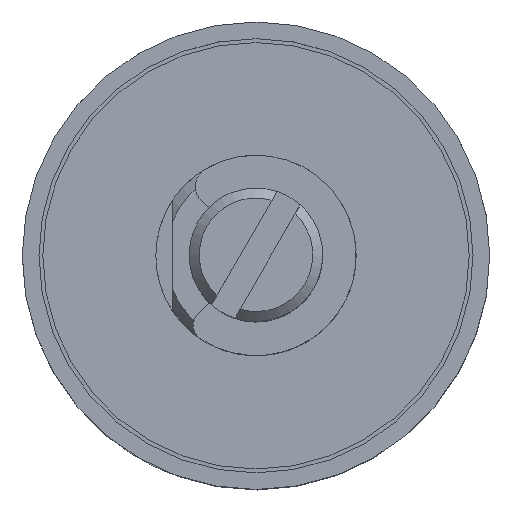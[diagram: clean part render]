
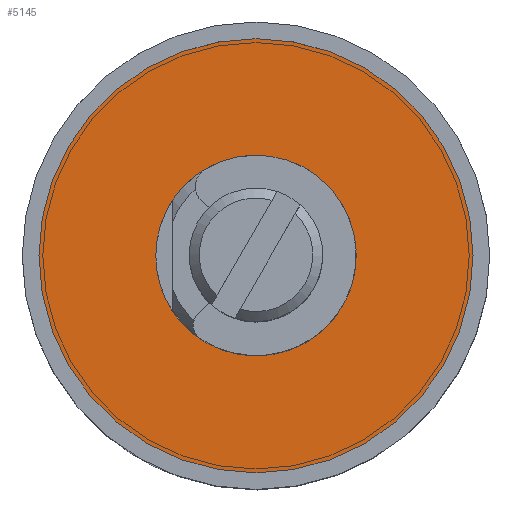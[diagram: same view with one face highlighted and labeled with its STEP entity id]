
A CAD part, top view. The second image highlights one B-rep face of the part: STEP entity #5145.
In plain terms, the highlighted planar face has unit normal (0, 0, 1).
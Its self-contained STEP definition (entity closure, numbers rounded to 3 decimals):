
#173 = DIRECTION ( 'NONE',  ( -1., 0., 0. ) ) ;
#819 = DIRECTION ( 'NONE',  ( 0., 0., 1. ) ) ;
#2357 = DIRECTION ( 'NONE',  ( 1., 0., 0. ) ) ;
#3480 = EDGE_CURVE ( 'NONE', #4445, #4445, #8055, .T. ) ;
#3734 = EDGE_LOOP ( 'NONE', ( #4351 ) ) ;
#4057 = CARTESIAN_POINT ( 'NONE',  ( 0., 0., 0.5 ) ) ;
#4247 = CIRCLE ( 'NONE', #5951, 3. ) ;
#4351 = ORIENTED_EDGE ( 'NONE', *, *, #7811, .T. ) ;
#4445 = VERTEX_POINT ( 'NONE', #8212 ) ;
#4593 = AXIS2_PLACEMENT_3D ( 'NONE', #7785, #819, #2357 ) ;
#4859 = DIRECTION ( 'NONE',  ( 0., 0., 1. ) ) ;
#5145 = ADVANCED_FACE ( 'NONE', ( #8681, #7977 ), #7231, .T. ) ;
#5661 = DIRECTION ( 'NONE',  ( 1., 0., 0. ) ) ;
#5951 = AXIS2_PLACEMENT_3D ( 'NONE', #4057, #7789, #173 ) ;
#6481 = ORIENTED_EDGE ( 'NONE', *, *, #3480, .T. ) ;
#7231 = PLANE ( 'NONE',  #9310 ) ;
#7621 = EDGE_LOOP ( 'NONE', ( #6481 ) ) ;
#7785 = CARTESIAN_POINT ( 'NONE',  ( 0., 0., 0.5 ) ) ;
#7789 = DIRECTION ( 'NONE',  ( 0., 0., -1. ) ) ;
#7811 = EDGE_CURVE ( 'NONE', #8364, #8364, #4247, .T. ) ;
#7977 = FACE_OUTER_BOUND ( 'NONE', #7621, .T. ) ;
#8055 = CIRCLE ( 'NONE', #4593, 6.5 ) ;
#8212 = CARTESIAN_POINT ( 'NONE',  ( 6.5, 0., 0.5 ) ) ;
#8241 = CARTESIAN_POINT ( 'NONE',  ( -3., 0., 0.5 ) ) ;
#8364 = VERTEX_POINT ( 'NONE', #8241 ) ;
#8668 = CARTESIAN_POINT ( 'NONE',  ( 3., 0., 0.5 ) ) ;
#8681 = FACE_BOUND ( 'NONE', #3734, .T. ) ;
#9310 = AXIS2_PLACEMENT_3D ( 'NONE', #8668, #4859, #5661 ) ;
